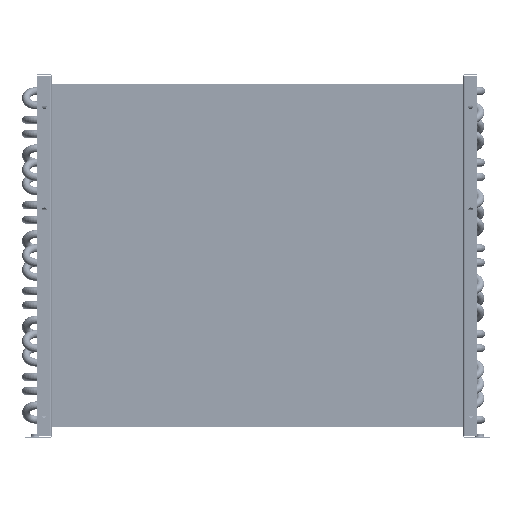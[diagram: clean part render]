
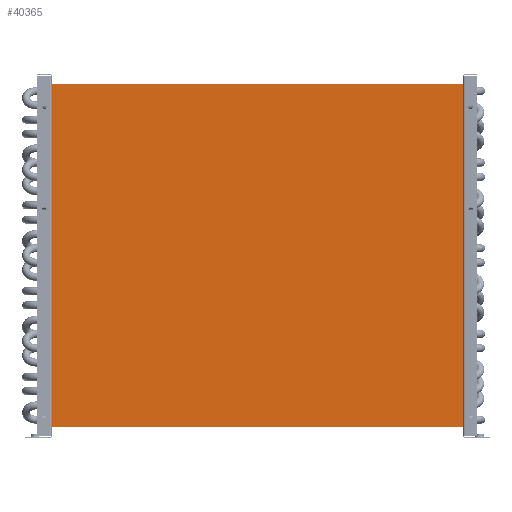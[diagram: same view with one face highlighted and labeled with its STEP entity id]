
A CAD part, left-side view. The second image highlights one B-rep face of the part: STEP entity #40365.
In plain terms, the highlighted planar face has unit normal (-1, 0, 0).
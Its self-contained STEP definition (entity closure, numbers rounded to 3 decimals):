
#37430=DIRECTION('',(0.,0.,1.));
#37431=VECTOR('',#37430,300.);
#37432=CARTESIAN_POINT('',(-25.,180.,-150.));
#37433=LINE('',#37432,#37431);
#37822=DIRECTION('',(0.,0.,1.));
#37823=VECTOR('',#37822,300.);
#37824=CARTESIAN_POINT('',(-25.,-180.,-150.));
#37825=LINE('',#37824,#37823);
#37826=DIRECTION('',(0.,-1.,0.));
#37827=VECTOR('',#37826,360.);
#37828=CARTESIAN_POINT('',(-25.,180.,-150.));
#37829=LINE('',#37828,#37827);
#37834=DIRECTION('',(0.,-1.,0.));
#37835=VECTOR('',#37834,360.);
#37836=CARTESIAN_POINT('',(-25.,180.,150.));
#37837=LINE('',#37836,#37835);
#37898=CARTESIAN_POINT('',(-25.,180.,-150.));
#37899=CARTESIAN_POINT('',(-25.,180.,150.));
#37900=VERTEX_POINT('',#37898);
#37901=VERTEX_POINT('',#37899);
#37902=CARTESIAN_POINT('',(-25.,-180.,-150.));
#37903=VERTEX_POINT('',#37902);
#37904=CARTESIAN_POINT('',(-25.,-180.,150.));
#37905=VERTEX_POINT('',#37904);
#40352=CARTESIAN_POINT('',(-25.,-180.,150.));
#40353=DIRECTION('',(1.,0.,0.));
#40354=DIRECTION('',(0.,0.,-1.));
#40355=AXIS2_PLACEMENT_3D('',#40352,#40353,#40354);
#40356=PLANE('',#40355);
#40357=ORIENTED_EDGE('',*,*,#38801,.T.);
#40359=ORIENTED_EDGE('',*,*,#40358,.T.);
#40360=ORIENTED_EDGE('',*,*,#38394,.F.);
#40362=ORIENTED_EDGE('',*,*,#40361,.F.);
#40363=EDGE_LOOP('',(#40357,#40359,#40360,#40362));
#40364=FACE_OUTER_BOUND('',#40363,.F.);
#40365=ADVANCED_FACE('',(#40364),#40356,.F.);
#38394=EDGE_CURVE('',#37903,#37905,#37825,.T.);
#38801=EDGE_CURVE('',#37900,#37901,#37433,.T.);
#40358=EDGE_CURVE('',#37901,#37905,#37837,.T.);
#40361=EDGE_CURVE('',#37900,#37903,#37829,.T.);
